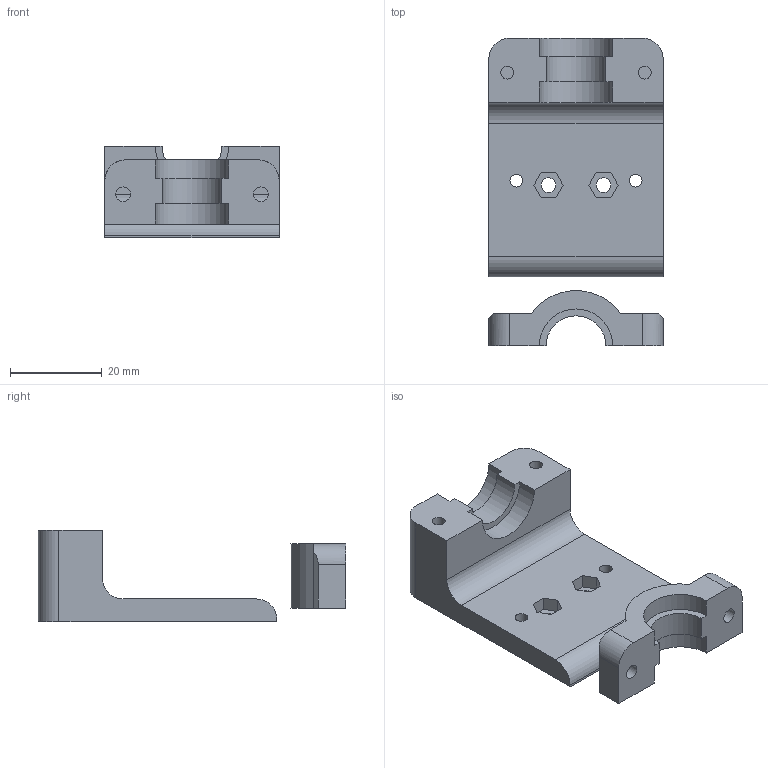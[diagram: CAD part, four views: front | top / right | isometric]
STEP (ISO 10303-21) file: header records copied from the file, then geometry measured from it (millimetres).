
FILE_DESCRIPTION(('FreeCAD Model'),'2;1');
FILE_NAME('x-bowden-extruder-holder-x1.step', '2021-08-01T16:32:26',('Author'),(''), 'Open CASCADE STEP processor 7.3','FreeCAD','Unknown');
FILE_SCHEMA(('AUTOMOTIVE_DESIGN { 1 0 10303 214 1 1 1 1 }'));
Length unit declared in the file: millimetre
Products named in the file (2): hotend-bowden-holder; hotend-bowden-collar
Bounding box: 38 x 67 x 20 mm (x, y, z)
Volume: 19378.3 mm3; surface area: 8510.6 mm2
Topology: 2 solids, 2 shells, 60 faces, 156 edges, 104 vertices
Faces by surface type: plane 39, cylinder 21
Full cylindrical faces by diameter (mm): 2.8 x4, 3.2 x4
Entity records: 4320 total; most frequent: CARTESIAN_POINT 759, DIRECTION 567, LINE 322, VECTOR 322, ORIENTED_EDGE 312, PCURVE 312, DEFINITIONAL_REPRESENTATION 312, EDGE_CURVE 156
